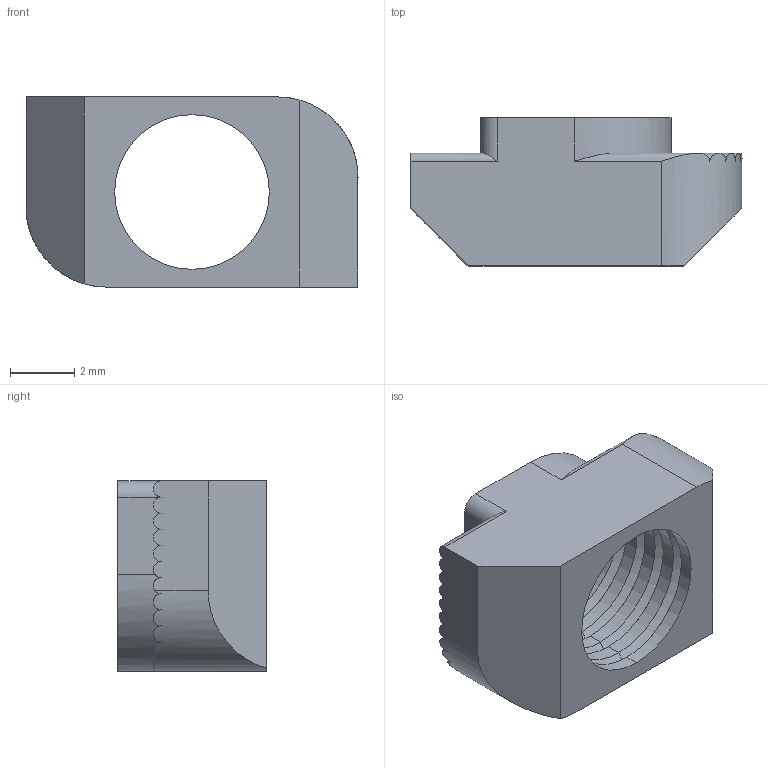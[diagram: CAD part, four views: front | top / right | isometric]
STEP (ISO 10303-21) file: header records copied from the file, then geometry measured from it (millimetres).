
FILE_DESCRIPTION (( 'STEP AP203' ), '1' );
FILE_NAME ('CE-TN5-6-20.STEP', '2016-12-01T09:25:14', ( 'Windows 蚚誧' ), ( 'Users' ), 'SwSTEP 2.0', 'SolidWorks 2012', '' );
FILE_SCHEMA (( 'CONFIG_CONTROL_DESIGN' ));
Length unit declared in the file: millimetre
Products named in the file (1): CE-TN5-6-20
Bounding box: 10.3 x 4.6 x 5.9 mm (x, y, z)
Volume: 133 mm3; surface area: 296.5 mm2
Topology: 1 solids, 1 shells, 74 faces, 181 edges, 109 vertices
Faces by surface type: cylinder 42, cone 22, plane 10
Entity records: 2439 total; most frequent: CARTESIAN_POINT 632, DIRECTION 368, ORIENTED_EDGE 362, EDGE_CURVE 181, AXIS2_PLACEMENT_3D 141, VERTEX_POINT 109, LINE 86, VECTOR 86
